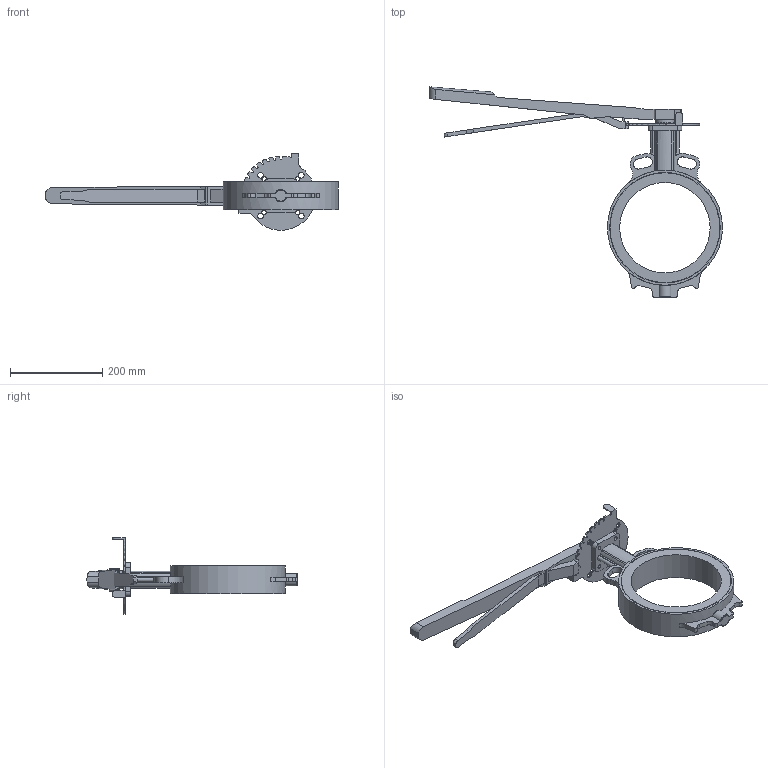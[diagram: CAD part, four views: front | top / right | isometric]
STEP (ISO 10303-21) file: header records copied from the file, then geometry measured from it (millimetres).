
FILE_DESCRIPTION(('FreeCAD Model'),'2;1');
FILE_NAME('dn200.step','2018-09-23T13:37:44',('Author'),( ''),'Open CASCADE STEP processor 7.3','FreeCAD','Unknown');
FILE_SCHEMA(('AUTOMOTIVE_DESIGN { 1 0 10303 214 1 1 1 1 }'));
Length unit declared in the file: millimetre
Products named in the file (1): Fusion
Bounding box: 634.75 x 455.72 x 165.86 mm (x, y, z)
Volume: 1993061.1 mm3; surface area: 346959.9 mm2
Topology: 1 solids, 1 shells, 262 faces, 731 edges, 484 vertices
Faces by surface type: cylinder 135, plane 123, cone 2, torus 2
Full cylindrical faces by diameter (mm): 8 x4, 9 x4, 10 x4, 12 x4, 20 x1, 40 x1, 55 x1, 196 x1, 216 x2, 238 x2, 239.5 x2, 249.5 x1
Entity records: 33327 total; most frequent: CARTESIAN_POINT 17653, DIRECTION 2360, ORIENTED_EDGE 1462, PCURVE 1462, DEFINITIONAL_REPRESENTATION 1462, LINE 1001, VECTOR 1001, EDGE_CURVE 731
